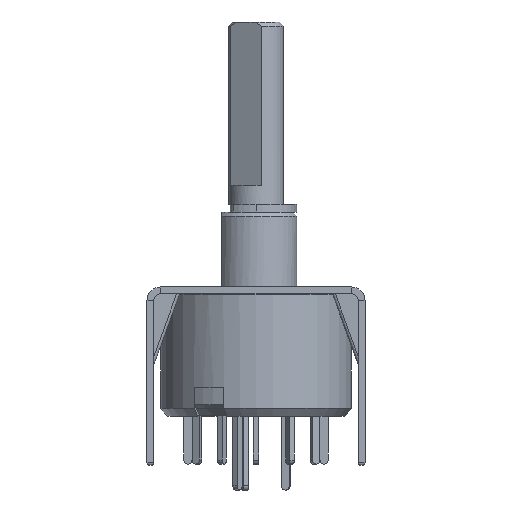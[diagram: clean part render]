
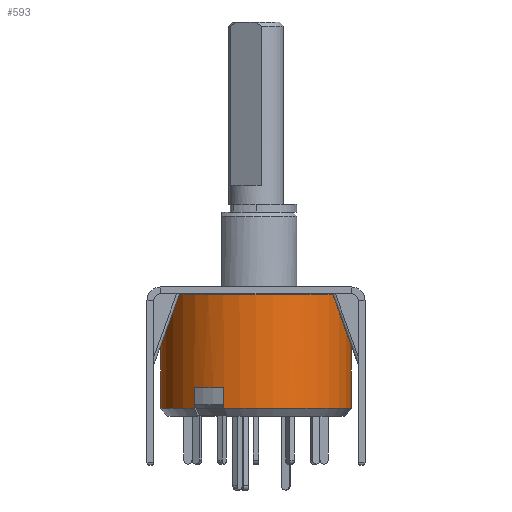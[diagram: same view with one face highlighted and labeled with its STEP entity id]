
A CAD part, front view. The second image highlights one B-rep face of the part: STEP entity #593.
In plain terms, the highlighted cylindrical face has radius 7 mm (diameter 14 mm), a partial arc.
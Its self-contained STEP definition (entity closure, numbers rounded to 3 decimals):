
#108 = ORIENTED_EDGE ( 'NONE', *, *, #1471, .T. ) ;
#351 = CARTESIAN_POINT ( 'NONE',  ( -4.526, -5.34, 9. ) ) ;
#591 = DIRECTION ( 'NONE',  ( 0., 0., -1. ) ) ;
#593 = ADVANCED_FACE ( 'NONE', ( #14328 ), #9932, .T. ) ;
#903 = ORIENTED_EDGE ( 'NONE', *, *, #14697, .T. ) ;
#985 = DIRECTION ( 'NONE',  ( 0., 0., -1. ) ) ;
#1432 = CARTESIAN_POINT ( 'NONE',  ( 0., 0., -7.4 ) ) ;
#1471 = EDGE_CURVE ( 'NONE', #5711, #13882, #8124, .T. ) ;
#1491 = EDGE_LOOP ( 'NONE', ( #6093, #5571, #10357, #5579, #108, #903, #9001, #3906 ) ) ;
#1567 = EDGE_CURVE ( 'NONE', #5711, #8247, #11924, .T. ) ;
#1803 = CARTESIAN_POINT ( 'NONE',  ( -4.526, -5.34, -7.4 ) ) ;
#2375 = EDGE_CURVE ( 'NONE', #13228, #4996, #13350, .T. ) ;
#2793 = CARTESIAN_POINT ( 'NONE',  ( 7., 0., 0.95 ) ) ;
#3038 = LINE ( 'NONE', #7774, #5217 ) ;
#3116 = AXIS2_PLACEMENT_3D ( 'NONE', #12264, #591, #5349 ) ;
#3174 = EDGE_CURVE ( 'NONE', #13716, #7979, #14806, .T. ) ;
#3221 = CARTESIAN_POINT ( 'NONE',  ( -7., 0., -7.4 ) ) ;
#3562 = EDGE_CURVE ( 'NONE', #7979, #8247, #3038, .T. ) ;
#3906 = ORIENTED_EDGE ( 'NONE', *, *, #2375, .F. ) ;
#4058 = LINE ( 'NONE', #12516, #9453 ) ;
#4933 = DIRECTION ( 'NONE',  ( 0., 0., -1. ) ) ;
#4952 = DIRECTION ( 'NONE',  ( 0., 0., -1. ) ) ;
#4996 = VERTEX_POINT ( 'NONE', #14521 ) ;
#5175 = CARTESIAN_POINT ( 'NONE',  ( 0., 0., 0.95 ) ) ;
#5217 = VECTOR ( 'NONE', #14631, 1000. ) ;
#5349 = DIRECTION ( 'NONE',  ( 1., 0., 0. ) ) ;
#5571 = ORIENTED_EDGE ( 'NONE', *, *, #3174, .T. ) ;
#5579 = ORIENTED_EDGE ( 'NONE', *, *, #1567, .F. ) ;
#5711 = VERTEX_POINT ( 'NONE', #1803 ) ;
#6093 = ORIENTED_EDGE ( 'NONE', *, *, #14799, .F. ) ;
#6645 = DIRECTION ( 'NONE',  ( -1., 0., 0. ) ) ;
#7342 = CARTESIAN_POINT ( 'NONE',  ( 0., 0., 9. ) ) ;
#7434 = DIRECTION ( 'NONE',  ( 0., 0., 1. ) ) ;
#7547 = CARTESIAN_POINT ( 'NONE',  ( 7., 0., -7.4 ) ) ;
#7774 = CARTESIAN_POINT ( 'NONE',  ( -7., 0., 9. ) ) ;
#7962 = AXIS2_PLACEMENT_3D ( 'NONE', #13579, #14728, #6645 ) ;
#7979 = VERTEX_POINT ( 'NONE', #8419 ) ;
#8124 = LINE ( 'NONE', #351, #10455 ) ;
#8215 = CIRCLE ( 'NONE', #7962, 7. ) ;
#8247 = VERTEX_POINT ( 'NONE', #3221 ) ;
#8419 = CARTESIAN_POINT ( 'NONE',  ( -7., 0., 0.95 ) ) ;
#8734 = CARTESIAN_POINT ( 'NONE',  ( -2.361, -6.59, -5.9 ) ) ;
#8915 = AXIS2_PLACEMENT_3D ( 'NONE', #5175, #13240, #11124 ) ;
#9001 = ORIENTED_EDGE ( 'NONE', *, *, #9411, .T. ) ;
#9411 = EDGE_CURVE ( 'NONE', #14639, #4996, #14869, .T. ) ;
#9453 = VECTOR ( 'NONE', #985, 1000. ) ;
#9932 = CYLINDRICAL_SURFACE ( 'NONE', #10744, 7. ) ;
#10357 = ORIENTED_EDGE ( 'NONE', *, *, #3562, .T. ) ;
#10455 = VECTOR ( 'NONE', #7434, 1000. ) ;
#10744 = AXIS2_PLACEMENT_3D ( 'NONE', #7342, #4933, #14191 ) ;
#11046 = VECTOR ( 'NONE', #13656, 1000. ) ;
#11124 = DIRECTION ( 'NONE',  ( -1., 0., 0. ) ) ;
#11332 = CARTESIAN_POINT ( 'NONE',  ( -2.361, -6.59, 9. ) ) ;
#11915 = DIRECTION ( 'NONE',  ( 1., 0., 0. ) ) ;
#11924 = CIRCLE ( 'NONE', #13850, 7. ) ;
#12264 = CARTESIAN_POINT ( 'NONE',  ( 0., 0., -7.4 ) ) ;
#12516 = CARTESIAN_POINT ( 'NONE',  ( 7., 0., 9. ) ) ;
#13228 = VERTEX_POINT ( 'NONE', #7547 ) ;
#13240 = DIRECTION ( 'NONE',  ( 0., 0., -1. ) ) ;
#13288 = CARTESIAN_POINT ( 'NONE',  ( -4.526, -5.34, -5.9 ) ) ;
#13350 = CIRCLE ( 'NONE', #3116, 7. ) ;
#13579 = CARTESIAN_POINT ( 'NONE',  ( 0., 0., -5.9 ) ) ;
#13656 = DIRECTION ( 'NONE',  ( 0., 0., -1. ) ) ;
#13716 = VERTEX_POINT ( 'NONE', #2793 ) ;
#13850 = AXIS2_PLACEMENT_3D ( 'NONE', #1432, #4952, #11915 ) ;
#13882 = VERTEX_POINT ( 'NONE', #13288 ) ;
#14191 = DIRECTION ( 'NONE',  ( -1., 0., 0. ) ) ;
#14328 = FACE_OUTER_BOUND ( 'NONE', #1491, .T. ) ;
#14521 = CARTESIAN_POINT ( 'NONE',  ( -2.361, -6.59, -7.4 ) ) ;
#14631 = DIRECTION ( 'NONE',  ( 0., 0., -1. ) ) ;
#14639 = VERTEX_POINT ( 'NONE', #8734 ) ;
#14697 = EDGE_CURVE ( 'NONE', #13882, #14639, #8215, .T. ) ;
#14728 = DIRECTION ( 'NONE',  ( 0., 0., 1. ) ) ;
#14799 = EDGE_CURVE ( 'NONE', #13716, #13228, #4058, .T. ) ;
#14806 = CIRCLE ( 'NONE', #8915, 7. ) ;
#14869 = LINE ( 'NONE', #11332, #11046 ) ;
